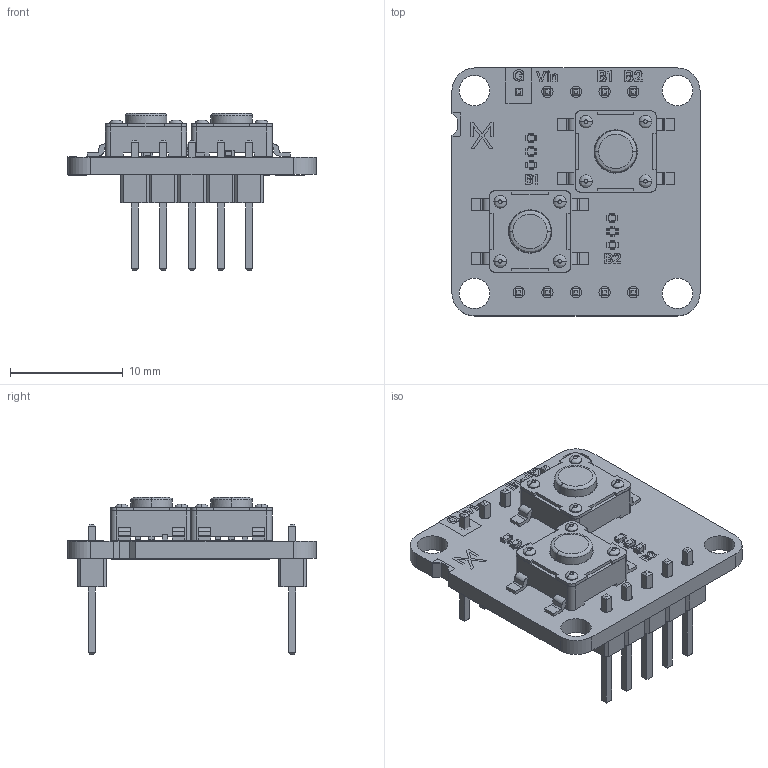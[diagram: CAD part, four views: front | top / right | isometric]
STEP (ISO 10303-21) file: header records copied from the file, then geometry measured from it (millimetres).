
FILE_DESCRIPTION(('KiCad electronic assembly'),'2;1');
FILE_NAME('STP_AX22_0017.step','2025-07-07T22:08:41',('Pcbnew'),('Kicad' ),'Open CASCADE STEP processor 7.8','KiCad to STEP converter', 'Unknown');
FILE_SCHEMA(('AUTOMOTIVE_DESIGN { 1 0 10303 214 1 1 1 1 }'));
Length unit declared in the file: millimetre
Products named in the file (7): STP_AX22_0017 1; R_0402_1005Metric; PTS647SK38SMTR2LFS; C_0402_1005Metric; PinHeader_1x05_P2.54mm_Vertical; AX22_Two-Pad_silkscreen; AX22_Two-Pad_PCB
Assembly tree (12 placements, depth 2):
  STP_AX22_0017 1
    R_0402_1005Metric  x4
    PTS647SK38SMTR2LFS  x2
    C_0402_1005Metric  x2
    PinHeader_1x05_P2.54mm_Vertical  x2
    AX22_Two-Pad_silkscreen
    AX22_Two-Pad_PCB
Bounding box: 22 x 22 x 13.94 mm (x, y, z)
Volume: 1175 mm3; surface area: 2181.1 mm2
Topology: 11 solids, 59 shells, 732 faces, 2742 edges, 2128 vertices
Faces by surface type: plane 410, bspline 248, cylinder 74
Full cylindrical faces by diameter (mm): 1 x10, 2.7 x4
Entity records: 20342 total; most frequent: CARTESIAN_POINT 4979, ORIENTED_EDGE 2684, DIRECTION 2290, EDGE_CURVE 1846, VERTEX_POINT 1550, LINE 1288, VECTOR 1288, AXIS2_PLACEMENT_3D 501
